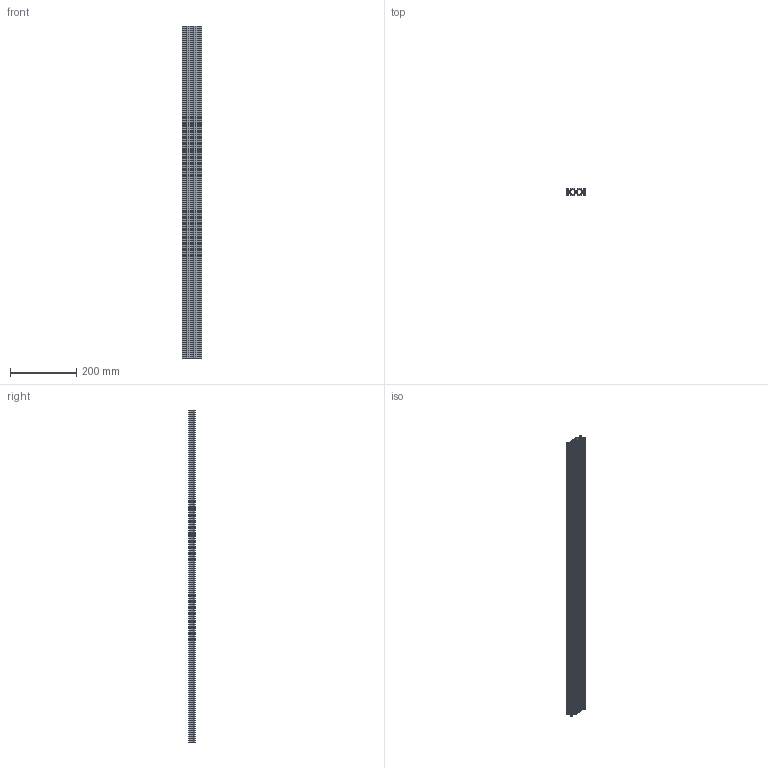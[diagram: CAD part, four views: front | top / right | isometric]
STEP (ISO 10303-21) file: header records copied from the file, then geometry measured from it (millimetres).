
FILE_DESCRIPTION (( 'STEP AP214' ), '1' );
FILE_NAME ('V226X Êîíñòðóêöèîííûé ïðîôèëü 20õ60.STEP', '2019-10-28T14:57:47', ( 'Windows User' ), ( '' ), 'SwSTEP 2.0', 'SolidWorks 2019', '' );
FILE_SCHEMA (( 'AUTOMOTIVE_DESIGN' ));
Length unit declared in the file: millimetre
Products named in the file (1): V226X Êîíñòðóêöèîííûé ïðîôèëü 20õ60
Bounding box: 60 x 20 x 1000 mm (x, y, z)
Volume: 461849.7 mm3; surface area: 415051.6 mm2
Topology: 1 solids, 1 shells, 280 faces, 834 edges, 556 vertices
Faces by surface type: cylinder 142, plane 138
Entity records: 9536 total; most frequent: DIRECTION 1680, CARTESIAN_POINT 1671, ORIENTED_EDGE 1668, EDGE_CURVE 834, AXIS2_PLACEMENT_3D 565, VERTEX_POINT 556, VECTOR 550, LINE 550
